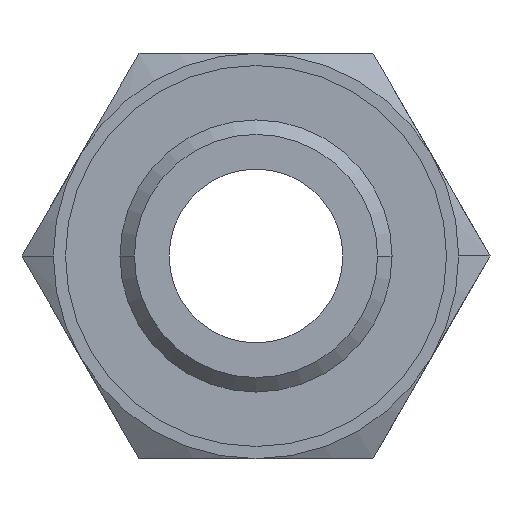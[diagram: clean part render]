
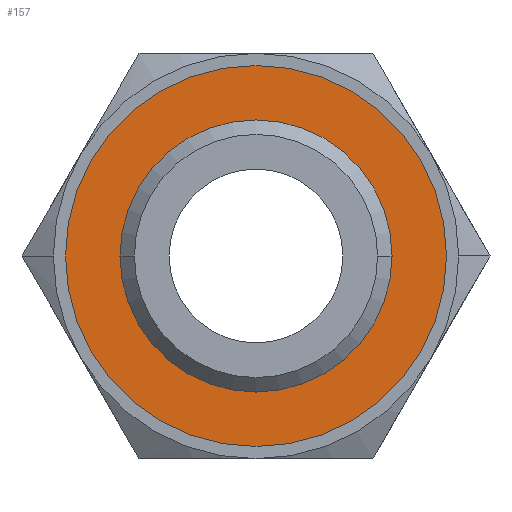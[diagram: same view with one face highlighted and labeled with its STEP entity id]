
A CAD part, front view. The second image highlights one B-rep face of the part: STEP entity #157.
In plain terms, the highlighted planar face has unit normal (0, -1, 0).
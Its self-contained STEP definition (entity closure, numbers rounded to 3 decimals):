
#157=ADVANCED_FACE('',(#372,#373),#374,.T.);
#372=FACE_OUTER_BOUND('',#645,.T.);
#373=FACE_BOUND('',#646,.T.);
#374=PLANE('',#647);
#645=EDGE_LOOP('',(#1033,#1034));
#646=EDGE_LOOP('',(#1035,#1036));
#647=AXIS2_PLACEMENT_3D('',#1037,#1038,#1039);
#1033=ORIENTED_EDGE('',*,*,#1655,.T.);
#1034=ORIENTED_EDGE('',*,*,#1656,.T.);
#1035=ORIENTED_EDGE('',*,*,#1657,.F.);
#1036=ORIENTED_EDGE('',*,*,#1658,.F.);
#1037=CARTESIAN_POINT('',(0.0,10.5,0.0));
#1038=DIRECTION('',(0.0,-1.0,0.0));
#1039=DIRECTION('',(-1.0,0.0,0.0));
#1655=EDGE_CURVE('',#1990,#1991,#1992,.T.);
#1656=EDGE_CURVE('',#1991,#1990,#1993,.T.);
#1657=EDGE_CURVE('',#1994,#1995,#1996,.T.);
#1658=EDGE_CURVE('',#1995,#1994,#1997,.T.);
#1990=VERTEX_POINT('',#2549);
#1991=VERTEX_POINT('',#2550);
#1992=CIRCLE('',#2551,6.58);
#1993=CIRCLE('',#2552,6.58);
#1994=VERTEX_POINT('',#2553);
#1995=VERTEX_POINT('',#2554);
#1996=CIRCLE('',#2555,4.7);
#1997=CIRCLE('',#2556,4.7);
#2549=CARTESIAN_POINT('',(6.58,10.5,0.0));
#2550=CARTESIAN_POINT('',(-6.58,10.5,0.));
#2551=AXIS2_PLACEMENT_3D('',#3013,#3014,#3015);
#2552=AXIS2_PLACEMENT_3D('',#3016,#3017,#3018);
#2553=CARTESIAN_POINT('',(-4.7,10.5,0.));
#2554=CARTESIAN_POINT('',(4.7,10.5,0.));
#2555=AXIS2_PLACEMENT_3D('',#3019,#3020,#3021);
#2556=AXIS2_PLACEMENT_3D('',#3022,#3023,#3024);
#3013=CARTESIAN_POINT('',(0.0,10.5,0.0));
#3014=DIRECTION('',(0.0,-1.0,0.0));
#3015=DIRECTION('',(1.0,0.0,0.0));
#3016=CARTESIAN_POINT('',(0.0,10.5,0.0));
#3017=DIRECTION('',(0.0,-1.0,0.0));
#3018=DIRECTION('',(1.0,0.0,0.0));
#3019=CARTESIAN_POINT('',(0.0,10.5,0.0));
#3020=DIRECTION('',(0.0,-1.0,0.0));
#3021=DIRECTION('',(1.0,0.0,0.0));
#3022=CARTESIAN_POINT('',(0.0,10.5,0.0));
#3023=DIRECTION('',(0.0,-1.0,0.0));
#3024=DIRECTION('',(1.0,0.0,0.0));
